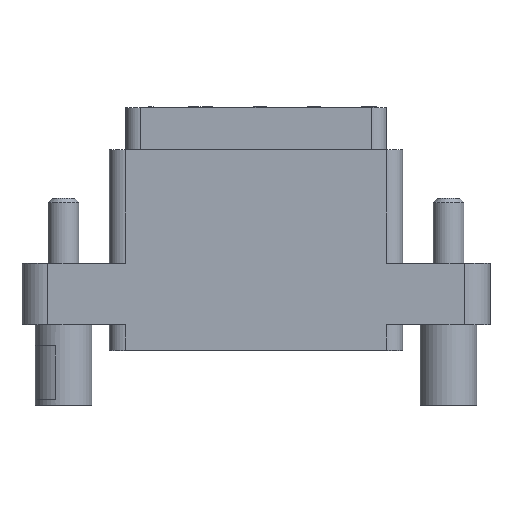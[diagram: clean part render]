
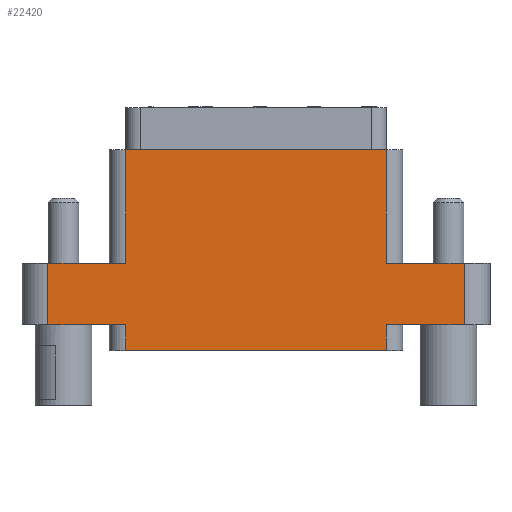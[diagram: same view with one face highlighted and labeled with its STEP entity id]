
A CAD part, top view. The second image highlights one B-rep face of the part: STEP entity #22420.
In plain terms, the highlighted planar face has unit normal (0, 0, 1).
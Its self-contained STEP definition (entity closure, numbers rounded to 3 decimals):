
#23=DIRECTION('',(-1.,0.,0.));
#24=VECTOR('',#23,7.2);
#25=CARTESIAN_POINT('',(-12.1,8.1,6.6));
#26=LINE('',#25,#24);
#67=DIRECTION('',(-1.,0.,0.));
#68=VECTOR('',#67,24.2);
#69=CARTESIAN_POINT('',(12.1,18.6,6.6));
#70=LINE('',#69,#68);
#133=DIRECTION('',(-1.,0.,0.));
#134=VECTOR('',#133,7.2);
#135=CARTESIAN_POINT('',(19.3,8.1,6.6));
#136=LINE('',#135,#134);
#177=DIRECTION('',(1.,0.,0.));
#178=VECTOR('',#177,7.2);
#179=CARTESIAN_POINT('',(12.1,2.4,6.6));
#180=LINE('',#179,#178);
#209=DIRECTION('',(1.,0.,0.));
#210=VECTOR('',#209,24.2);
#211=CARTESIAN_POINT('',(-12.1,0.,6.6));
#212=LINE('',#211,#210);
#475=DIRECTION('',(0.,-1.,0.));
#476=VECTOR('',#475,2.4);
#477=CARTESIAN_POINT('',(-12.1,2.4,6.6));
#478=LINE('',#477,#476);
#493=DIRECTION('',(0.,-1.,0.));
#494=VECTOR('',#493,5.7);
#495=CARTESIAN_POINT('',(-19.3,8.1,6.6));
#496=LINE('',#495,#494);
#511=DIRECTION('',(1.,0.,0.));
#512=VECTOR('',#511,7.2);
#513=CARTESIAN_POINT('',(-19.3,2.4,6.6));
#514=LINE('',#513,#512);
#725=DIRECTION('',(0.,-1.,0.));
#726=VECTOR('',#725,10.5);
#727=CARTESIAN_POINT('',(-12.1,18.6,6.6));
#728=LINE('',#727,#726);
#747=DIRECTION('',(0.,1.,0.));
#748=VECTOR('',#747,10.5);
#749=CARTESIAN_POINT('',(12.1,8.1,6.6));
#750=LINE('',#749,#748);
#769=DIRECTION('',(0.,1.,0.));
#770=VECTOR('',#769,5.7);
#771=CARTESIAN_POINT('',(19.3,2.4,6.6));
#772=LINE('',#771,#770);
#791=DIRECTION('',(0.,1.,0.));
#792=VECTOR('',#791,2.4);
#793=CARTESIAN_POINT('',(12.1,0.,6.6));
#794=LINE('',#793,#792);
#17951=CARTESIAN_POINT('',(12.1,8.1,6.6));
#17952=CARTESIAN_POINT('',(12.1,18.6,6.6));
#17953=VERTEX_POINT('',#17951);
#17954=VERTEX_POINT('',#17952);
#17959=CARTESIAN_POINT('',(12.1,0.,6.6));
#17960=CARTESIAN_POINT('',(12.1,2.4,6.6));
#17961=VERTEX_POINT('',#17959);
#17962=VERTEX_POINT('',#17960);
#17983=CARTESIAN_POINT('',(19.3,2.4,6.6));
#17984=CARTESIAN_POINT('',(19.3,8.1,6.6));
#17985=VERTEX_POINT('',#17983);
#17986=VERTEX_POINT('',#17984);
#17999=CARTESIAN_POINT('',(-12.1,18.6,6.6));
#18000=CARTESIAN_POINT('',(-12.1,8.1,6.6));
#18001=VERTEX_POINT('',#17999);
#18002=VERTEX_POINT('',#18000);
#18007=CARTESIAN_POINT('',(-12.1,2.4,6.6));
#18008=CARTESIAN_POINT('',(-12.1,0.,6.6));
#18009=VERTEX_POINT('',#18007);
#18010=VERTEX_POINT('',#18008);
#18031=CARTESIAN_POINT('',(-19.3,8.1,6.6));
#18032=CARTESIAN_POINT('',(-19.3,2.4,6.6));
#18033=VERTEX_POINT('',#18031);
#18034=VERTEX_POINT('',#18032);
#22395=CARTESIAN_POINT('',(0.,0.,6.6));
#22396=DIRECTION('',(0.,0.,1.));
#22397=DIRECTION('',(1.,0.,0.));
#22398=AXIS2_PLACEMENT_3D('',#22395,#22396,#22397);
#22399=PLANE('',#22398);
#22401=ORIENTED_EDGE('',*,*,#22400,.F.);
#22402=ORIENTED_EDGE('',*,*,#22067,.F.);
#22404=ORIENTED_EDGE('',*,*,#22403,.F.);
#22405=ORIENTED_EDGE('',*,*,#22109,.F.);
#22407=ORIENTED_EDGE('',*,*,#22406,.F.);
#22408=ORIENTED_EDGE('',*,*,#22161,.F.);
#22410=ORIENTED_EDGE('',*,*,#22409,.F.);
#22411=ORIENTED_EDGE('',*,*,#22205,.F.);
#22413=ORIENTED_EDGE('',*,*,#22412,.F.);
#22414=ORIENTED_EDGE('',*,*,#22241,.F.);
#22415=ORIENTED_EDGE('',*,*,#22385,.F.);
#22417=ORIENTED_EDGE('',*,*,#22416,.F.);
#22418=EDGE_LOOP('',(#22401,#22402,#22404,#22405,#22407,#22408,#22410,#22411,
#22413,#22414,#22415,#22417));
#22419=FACE_OUTER_BOUND('',#22418,.F.);
#22420=ADVANCED_FACE('',(#22419),#22399,.T.);
#22067=EDGE_CURVE('',#18002,#18033,#26,.T.);
#22109=EDGE_CURVE('',#17954,#18001,#70,.T.);
#22161=EDGE_CURVE('',#17986,#17953,#136,.T.);
#22205=EDGE_CURVE('',#17962,#17985,#180,.T.);
#22241=EDGE_CURVE('',#18010,#17961,#212,.T.);
#22385=EDGE_CURVE('',#18009,#18010,#478,.T.);
#22400=EDGE_CURVE('',#18033,#18034,#496,.T.);
#22403=EDGE_CURVE('',#18001,#18002,#728,.T.);
#22406=EDGE_CURVE('',#17953,#17954,#750,.T.);
#22409=EDGE_CURVE('',#17985,#17986,#772,.T.);
#22412=EDGE_CURVE('',#17961,#17962,#794,.T.);
#22416=EDGE_CURVE('',#18034,#18009,#514,.T.);
